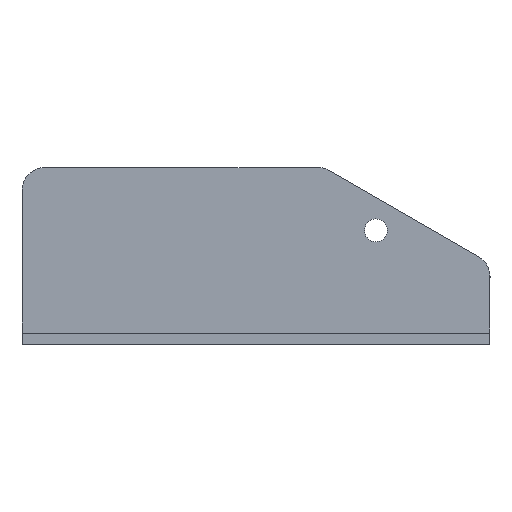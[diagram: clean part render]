
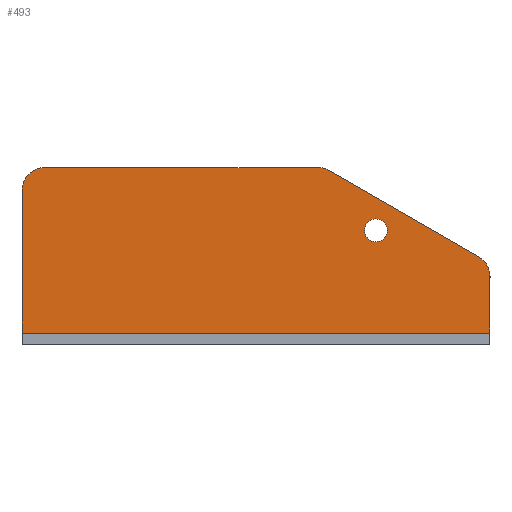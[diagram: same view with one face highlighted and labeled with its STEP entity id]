
A CAD part, front view. The second image highlights one B-rep face of the part: STEP entity #493.
In plain terms, the highlighted planar face has unit normal (0, -1, 0).
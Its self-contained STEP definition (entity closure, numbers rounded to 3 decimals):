
#21 = CARTESIAN_POINT ( 'NONE',  ( 0., -8., 1. ) ) ;
#25 = ORIENTED_EDGE ( 'NONE', *, *, #1341, .T. ) ;
#65 = VERTEX_POINT ( 'NONE', #132 ) ;
#68 = DIRECTION ( 'NONE',  ( 0., -1., 0. ) ) ;
#85 = AXIS2_PLACEMENT_3D ( 'NONE', #1107, #494, #1221 ) ;
#97 = ORIENTED_EDGE ( 'NONE', *, *, #220, .F. ) ;
#98 = CARTESIAN_POINT ( 'NONE',  ( 26.938, -8., 15.232 ) ) ;
#132 = CARTESIAN_POINT ( 'NONE',  ( 41., -8., 5.959 ) ) ;
#142 = CIRCLE ( 'NONE', #890, 2. ) ;
#154 = VERTEX_POINT ( 'NONE', #1129 ) ;
#158 = CIRCLE ( 'NONE', #85, 2. ) ;
#164 = DIRECTION ( 'NONE',  ( 0., -1., 0. ) ) ;
#174 = AXIS2_PLACEMENT_3D ( 'NONE', #1463, #1132, #747 ) ;
#198 = VECTOR ( 'NONE', #1425, 1000. ) ;
#220 = EDGE_CURVE ( 'NONE', #975, #740, #1046, .T. ) ;
#230 = EDGE_CURVE ( 'NONE', #740, #975, #252, .T. ) ;
#252 = CIRCLE ( 'NONE', #1253, 1. ) ;
#259 = ORIENTED_EDGE ( 'NONE', *, *, #974, .T. ) ;
#319 = AXIS2_PLACEMENT_3D ( 'NONE', #1144, #164, #1245 ) ;
#324 = CARTESIAN_POINT ( 'NONE',  ( 41., -8., 0. ) ) ;
#338 = LINE ( 'NONE', #570, #198 ) ;
#346 = CARTESIAN_POINT ( 'NONE',  ( 31., -8., 11. ) ) ;
#369 = ORIENTED_EDGE ( 'NONE', *, *, #1254, .T. ) ;
#391 = EDGE_CURVE ( 'NONE', #798, #65, #1214, .T. ) ;
#415 = ORIENTED_EDGE ( 'NONE', *, *, #756, .F. ) ;
#430 = PLANE ( 'NONE',  #743 ) ;
#460 = LINE ( 'NONE', #1347, #711 ) ;
#469 = VERTEX_POINT ( 'NONE', #1278 ) ;
#493 = ADVANCED_FACE ( 'NONE', ( #558, #795 ), #430, .F. ) ;
#494 = DIRECTION ( 'NONE',  ( 0., -1., 0. ) ) ;
#537 = VERTEX_POINT ( 'NONE', #98 ) ;
#550 = CARTESIAN_POINT ( 'NONE',  ( 0., -8., 3. ) ) ;
#558 = FACE_BOUND ( 'NONE', #1110, .T. ) ;
#570 = CARTESIAN_POINT ( 'NONE',  ( 41., -8., 7.113 ) ) ;
#594 = CIRCLE ( 'NONE', #174, 2. ) ;
#638 = DIRECTION ( 'NONE',  ( 1., 0., 0. ) ) ;
#711 = VECTOR ( 'NONE', #638, 1000. ) ;
#740 = VERTEX_POINT ( 'NONE', #346 ) ;
#743 = AXIS2_PLACEMENT_3D ( 'NONE', #1073, #940, #1176 ) ;
#747 = DIRECTION ( 'NONE',  ( 0., 0., 1. ) ) ;
#756 = EDGE_CURVE ( 'NONE', #537, #1034, #338, .T. ) ;
#795 = FACE_OUTER_BOUND ( 'NONE', #827, .T. ) ;
#796 = CARTESIAN_POINT ( 'NONE',  ( 2., -8., 15.5 ) ) ;
#798 = VERTEX_POINT ( 'NONE', #1309 ) ;
#827 = EDGE_LOOP ( 'NONE', ( #859, #839, #25, #1233, #1022, #259, #415, #369 ) ) ;
#839 = ORIENTED_EDGE ( 'NONE', *, *, #932, .T. ) ;
#854 = VECTOR ( 'NONE', #1308, 1000. ) ;
#856 = VECTOR ( 'NONE', #1387, 1000. ) ;
#859 = ORIENTED_EDGE ( 'NONE', *, *, #1084, .F. ) ;
#882 = DIRECTION ( 'NONE',  ( 0., 0., -1. ) ) ;
#885 = CARTESIAN_POINT ( 'NONE',  ( 40., -8., 7.691 ) ) ;
#890 = AXIS2_PLACEMENT_3D ( 'NONE', #1513, #68, #941 ) ;
#932 = EDGE_CURVE ( 'NONE', #1332, #469, #158, .T. ) ;
#940 = DIRECTION ( 'NONE',  ( 0., 1., 0. ) ) ;
#941 = DIRECTION ( 'NONE',  ( 0., 0., 1. ) ) ;
#947 = CARTESIAN_POINT ( 'NONE',  ( 0., -8., 1. ) ) ;
#960 = VERTEX_POINT ( 'NONE', #21 ) ;
#964 = VECTOR ( 'NONE', #1315, 1000. ) ;
#974 = EDGE_CURVE ( 'NONE', #65, #1034, #594, .T. ) ;
#975 = VERTEX_POINT ( 'NONE', #1119 ) ;
#1020 = DIRECTION ( 'NONE',  ( 0., -1., 0. ) ) ;
#1022 = ORIENTED_EDGE ( 'NONE', *, *, #391, .T. ) ;
#1034 = VERTEX_POINT ( 'NONE', #885 ) ;
#1046 = CIRCLE ( 'NONE', #319, 1. ) ;
#1073 = CARTESIAN_POINT ( 'NONE',  ( 0., -8., 3. ) ) ;
#1084 = EDGE_CURVE ( 'NONE', #1332, #154, #460, .T. ) ;
#1107 = CARTESIAN_POINT ( 'NONE',  ( 2., -8., 13.5 ) ) ;
#1110 = EDGE_LOOP ( 'NONE', ( #97, #1136 ) ) ;
#1119 = CARTESIAN_POINT ( 'NONE',  ( 31., -8., 9. ) ) ;
#1129 = CARTESIAN_POINT ( 'NONE',  ( 25.938, -8., 15.5 ) ) ;
#1132 = DIRECTION ( 'NONE',  ( 0., -1., 0. ) ) ;
#1136 = ORIENTED_EDGE ( 'NONE', *, *, #230, .F. ) ;
#1144 = CARTESIAN_POINT ( 'NONE',  ( 31., -8., 10. ) ) ;
#1157 = LINE ( 'NONE', #550, #854 ) ;
#1176 = DIRECTION ( 'NONE',  ( 0., 0., 1. ) ) ;
#1214 = LINE ( 'NONE', #324, #856 ) ;
#1221 = DIRECTION ( 'NONE',  ( 0., 0., 1. ) ) ;
#1233 = ORIENTED_EDGE ( 'NONE', *, *, #1500, .F. ) ;
#1245 = DIRECTION ( 'NONE',  ( 0., 0., -1. ) ) ;
#1253 = AXIS2_PLACEMENT_3D ( 'NONE', #1498, #1020, #882 ) ;
#1254 = EDGE_CURVE ( 'NONE', #537, #154, #142, .T. ) ;
#1276 = LINE ( 'NONE', #947, #964 ) ;
#1278 = CARTESIAN_POINT ( 'NONE',  ( 0., -8., 13.5 ) ) ;
#1308 = DIRECTION ( 'NONE',  ( 0., 0., -1. ) ) ;
#1309 = CARTESIAN_POINT ( 'NONE',  ( 41., -8., 1. ) ) ;
#1315 = DIRECTION ( 'NONE',  ( -1., 0., 0. ) ) ;
#1332 = VERTEX_POINT ( 'NONE', #796 ) ;
#1341 = EDGE_CURVE ( 'NONE', #469, #960, #1157, .T. ) ;
#1347 = CARTESIAN_POINT ( 'NONE',  ( 0., -8., 15.5 ) ) ;
#1387 = DIRECTION ( 'NONE',  ( 0., 0., 1. ) ) ;
#1425 = DIRECTION ( 'NONE',  ( 0.866, 0., -0.5 ) ) ;
#1463 = CARTESIAN_POINT ( 'NONE',  ( 39., -8., 5.959 ) ) ;
#1498 = CARTESIAN_POINT ( 'NONE',  ( 31., -8., 10. ) ) ;
#1500 = EDGE_CURVE ( 'NONE', #798, #960, #1276, .T. ) ;
#1513 = CARTESIAN_POINT ( 'NONE',  ( 25.938, -8., 13.5 ) ) ;
